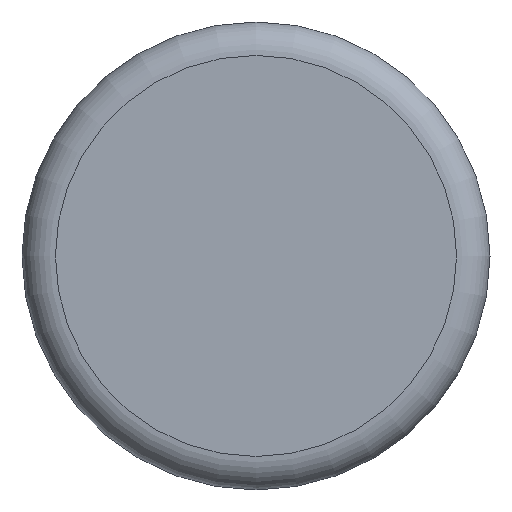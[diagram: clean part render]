
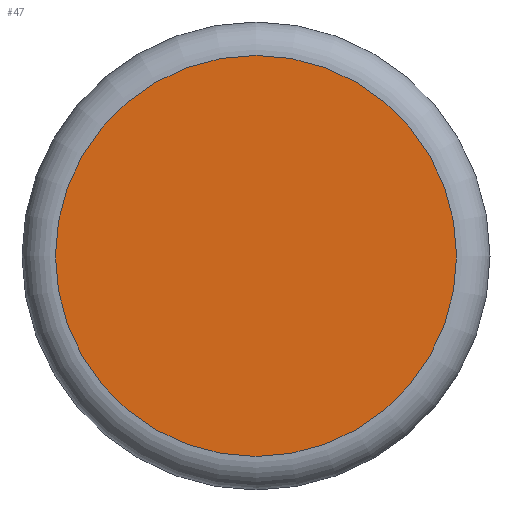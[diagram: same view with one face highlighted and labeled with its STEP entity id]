
A CAD part, top view. The second image highlights one B-rep face of the part: STEP entity #47.
In plain terms, the highlighted planar face has unit normal (0, 0, 1).
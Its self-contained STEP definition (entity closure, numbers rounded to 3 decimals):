
#47 = ADVANCED_FACE( '', ( #98 ), #99, .F. );
#98 = FACE_OUTER_BOUND( '', #147, .T. );
#99 = PLANE( '', #148 );
#147 = EDGE_LOOP( '', ( #202 ) );
#148 = AXIS2_PLACEMENT_3D( '', #203, #204, #205 );
#202 = ORIENTED_EDGE( '', *, *, #240, .T. );
#203 = CARTESIAN_POINT( '', ( 10.5, 0., 50. ) );
#204 = DIRECTION( '', ( 0., 0., -1. ) );
#205 = DIRECTION( '', ( -1., 0., 0. ) );
#240 = EDGE_CURVE( '', #268, #268, #269, .F. );
#268 = VERTEX_POINT( '', #299 );
#269 = CIRCLE( '', #300, 8.992 );
#299 = CARTESIAN_POINT( '', ( -8.992, 0., 50. ) );
#300 = AXIS2_PLACEMENT_3D( '', #333, #334, #335 );
#333 = CARTESIAN_POINT( '', ( 0., 0., 50. ) );
#334 = DIRECTION( '', ( 0., 0., -1. ) );
#335 = DIRECTION( '', ( -1., 0., 0. ) );
